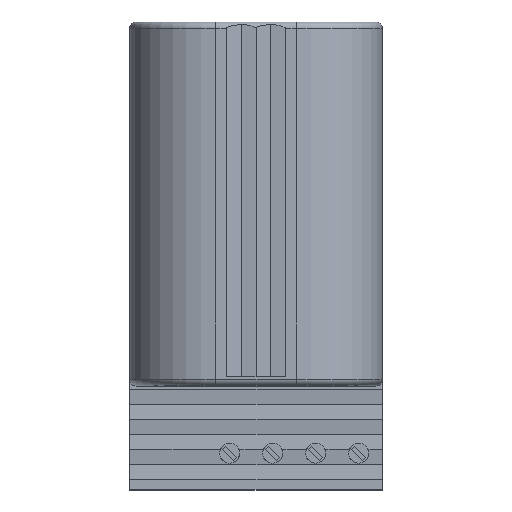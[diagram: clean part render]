
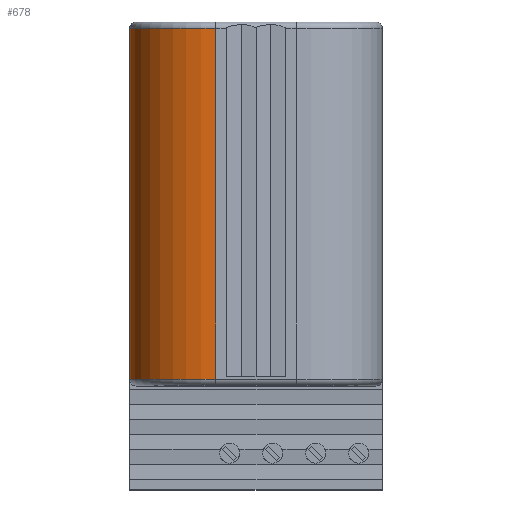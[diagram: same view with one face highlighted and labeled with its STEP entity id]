
A CAD part, top view. The second image highlights one B-rep face of the part: STEP entity #678.
In plain terms, the highlighted cylindrical face has radius 20.32 mm (diameter 40.64 mm), a partial arc.
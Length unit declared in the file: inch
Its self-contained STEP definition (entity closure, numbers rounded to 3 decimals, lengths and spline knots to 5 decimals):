
#678 = ADVANCED_FACE ( 'NONE', ( #19706 ), #756, .T. ) ;
#756 = CYLINDRICAL_SURFACE ( 'NONE', #5831, 0.8 ) ;
#764 = AXIS2_PLACEMENT_3D ( 'NONE', #24662, #7460, #27584 ) ;
#864 = CARTESIAN_POINT ( 'NONE',  ( -1.175, -3.32, 2.605 ) ) ;
#2546 = EDGE_CURVE ( 'NONE', #26242, #27939, #21598, .T. ) ;
#3410 = CARTESIAN_POINT ( 'NONE',  ( -1.175, -0.06, 2.605 ) ) ;
#3441 = DIRECTION ( 'NONE',  ( 0., -1., 0. ) ) ;
#5831 = AXIS2_PLACEMENT_3D ( 'NONE', #11025, #36770, #31092 ) ;
#6313 = ORIENTED_EDGE ( 'NONE', *, *, #29411, .F. ) ;
#6894 = CARTESIAN_POINT ( 'NONE',  ( -0.375, -0.06, 3.405 ) ) ;
#7460 = DIRECTION ( 'NONE',  ( 0., 1., 0. ) ) ;
#8017 = CARTESIAN_POINT ( 'NONE',  ( -0.375, -0.06, 2.605 ) ) ;
#8056 = ORIENTED_EDGE ( 'NONE', *, *, #2546, .F. ) ;
#9254 = CARTESIAN_POINT ( 'NONE',  ( -0.375, -4.345, 3.405 ) ) ;
#10920 = DIRECTION ( 'NONE',  ( 0., 0., -1. ) ) ;
#11025 = CARTESIAN_POINT ( 'NONE',  ( -0.375, -4.345, 2.605 ) ) ;
#12342 = ORIENTED_EDGE ( 'NONE', *, *, #20036, .T. ) ;
#13090 = VERTEX_POINT ( 'NONE', #3410 ) ;
#13138 = ORIENTED_EDGE ( 'NONE', *, *, #27771, .T. ) ;
#13910 = CIRCLE ( 'NONE', #764, 0.8 ) ;
#14811 = CARTESIAN_POINT ( 'NONE',  ( -0.375, -3.32, 3.405 ) ) ;
#19407 = CIRCLE ( 'NONE', #25932, 0.8 ) ;
#19706 = FACE_OUTER_BOUND ( 'NONE', #24426, .T. ) ;
#20036 = EDGE_CURVE ( 'NONE', #33871, #27939, #13910, .T. ) ;
#21598 = LINE ( 'NONE', #9254, #36834 ) ;
#22602 = VECTOR ( 'NONE', #34564, 39.37008 ) ;
#22998 = CARTESIAN_POINT ( 'NONE',  ( -1.175, -4.345, 2.605 ) ) ;
#24426 = EDGE_LOOP ( 'NONE', ( #6313, #12342, #8056, #13138 ) ) ;
#24662 = CARTESIAN_POINT ( 'NONE',  ( -0.375, -3.32, 2.605 ) ) ;
#25932 = AXIS2_PLACEMENT_3D ( 'NONE', #8017, #28144, #10920 ) ;
#26242 = VERTEX_POINT ( 'NONE', #6894 ) ;
#27584 = DIRECTION ( 'NONE',  ( 0., 0., 1. ) ) ;
#27771 = EDGE_CURVE ( 'NONE', #26242, #13090, #19407, .T. ) ;
#27939 = VERTEX_POINT ( 'NONE', #14811 ) ;
#28144 = DIRECTION ( 'NONE',  ( 0., -1., 0. ) ) ;
#29411 = EDGE_CURVE ( 'NONE', #33871, #13090, #30249, .T. ) ;
#30249 = LINE ( 'NONE', #22998, #22602 ) ;
#31092 = DIRECTION ( 'NONE',  ( 0., 0., 1. ) ) ;
#33871 = VERTEX_POINT ( 'NONE', #864 ) ;
#34564 = DIRECTION ( 'NONE',  ( 0., 1., 0. ) ) ;
#36770 = DIRECTION ( 'NONE',  ( 0., 1., 0. ) ) ;
#36834 = VECTOR ( 'NONE', #3441, 39.37008 ) ;
